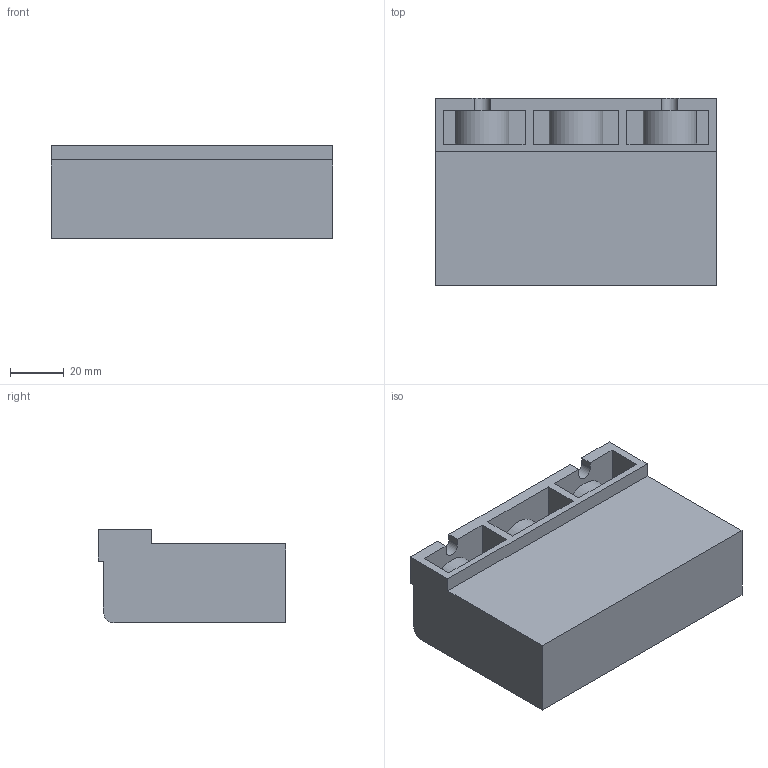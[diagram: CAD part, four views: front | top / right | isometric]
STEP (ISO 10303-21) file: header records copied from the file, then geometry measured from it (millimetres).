
FILE_DESCRIPTION(('CATIA V5 STEP Exchange'),'2;1');
FILE_NAME('1SDH001295R0444_1PA_001_00_XT3_3P_PLUG-IN_BASETTA_INF.stp','2014-11-11T15:28:35+00:00',('none'),('none'),'CATIA Version 5 Release 20 SP 1 (IN-10)','CATIA V5 STEP AP214','none');
FILE_SCHEMA(('AUTOMOTIVE_DESIGN { 1 0 10303 214 1 1 1 1 }'));
Length unit declared in the file: millimetre
Products named in the file (1): 1SDH001295R0444_1PA_001_00_XT3_3P_PLUG-IN_BASETTA_INF
Bounding box: 105 x 70 x 34.9 mm (x, y, z)
Volume: 109717.3 mm3; surface area: 43702.4 mm2
Topology: 1 solids, 1 shells, 116 faces, 339 edges, 226 vertices
Faces by surface type: plane 98, cylinder 18
Entity records: 3578 total; most frequent: ORIENTED_EDGE 678, CARTESIAN_POINT 638, DIRECTION 483, EDGE_CURVE 339, VECTOR 297, LINE 297, VERTEX_POINT 226, EDGE_LOOP 123
